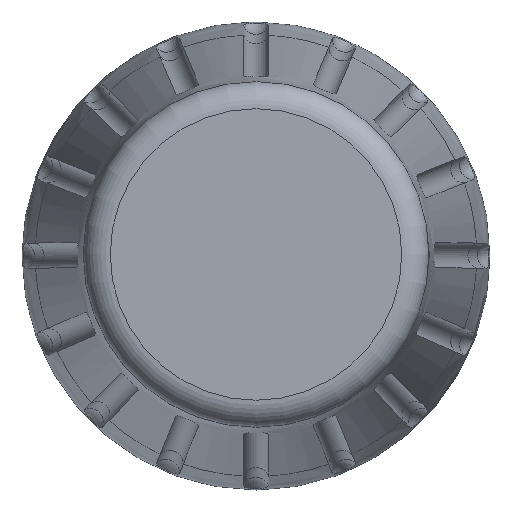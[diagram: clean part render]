
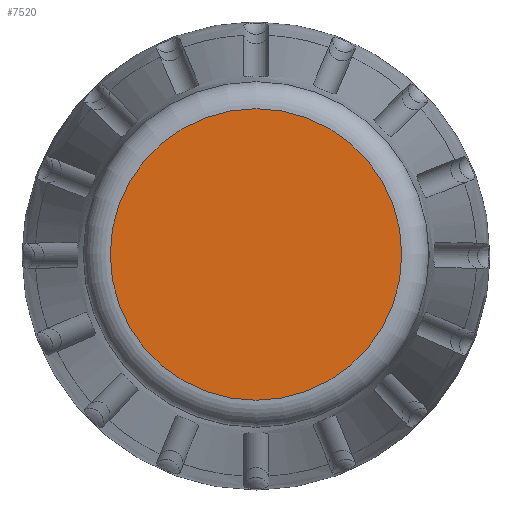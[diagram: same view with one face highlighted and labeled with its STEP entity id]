
A CAD part, top view. The second image highlights one B-rep face of the part: STEP entity #7520.
In plain terms, the highlighted planar face has unit normal (0, 0, 1).
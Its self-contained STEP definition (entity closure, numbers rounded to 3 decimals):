
#7349 = VERTEX_POINT('',#7350);
#7350 = CARTESIAN_POINT('',(16.2,0.,103.4));
#7357 = EDGE_CURVE('',#7349,#7349,#7358,.T.);
#7358 = CIRCLE('',#7359,16.2);
#7359 = AXIS2_PLACEMENT_3D('',#7360,#7361,#7362);
#7360 = CARTESIAN_POINT('',(0.,0.,103.4));
#7361 = DIRECTION('',(0.,0.,-1.));
#7362 = DIRECTION('',(1.,0.,0.));
#7520 = ADVANCED_FACE('',(#7521),#7524,.F.);
#7521 = FACE_BOUND('',#7522,.T.);
#7522 = EDGE_LOOP('',(#7523));
#7523 = ORIENTED_EDGE('',*,*,#7357,.F.);
#7524 = PLANE('',#7525);
#7525 = AXIS2_PLACEMENT_3D('',#7526,#7527,#7528);
#7526 = CARTESIAN_POINT('',(0.,0.,103.4));
#7527 = DIRECTION('',(0.,0.,-1.));
#7528 = DIRECTION('',(1.,0.,0.));
